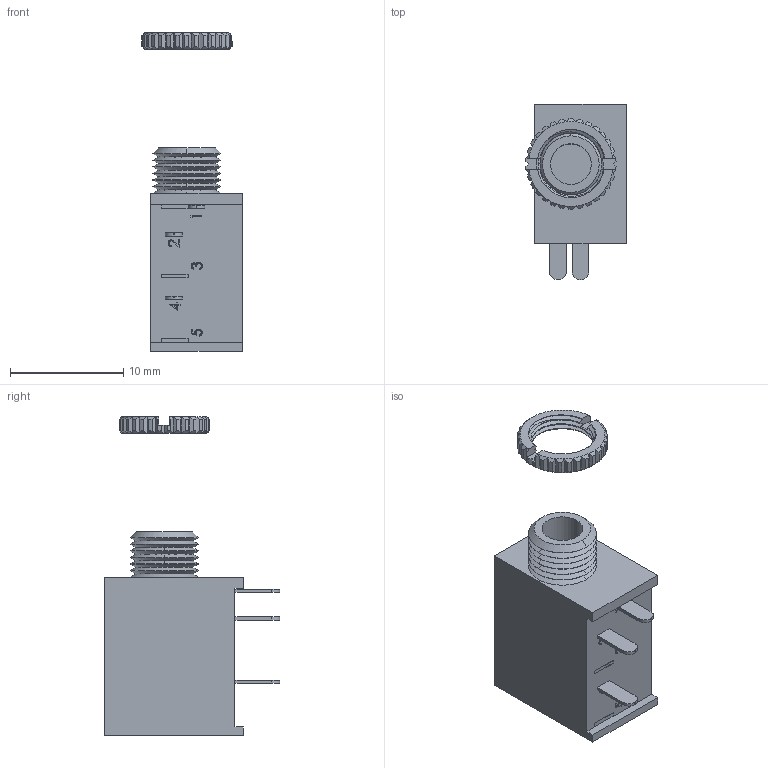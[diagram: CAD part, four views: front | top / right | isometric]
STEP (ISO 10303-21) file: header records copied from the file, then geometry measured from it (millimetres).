
FILE_DESCRIPTION (( 'STEP AP214' ), '1' );
FILE_NAME ('35RAPC2BV4.STEP', '2014-06-27T20:48:29', ( '' ), ( '' ), 'SwSTEP 2.0', 'SolidWorks 2014', '' );
FILE_SCHEMA (( 'AUTOMOTIVE_DESIGN' ));
Length unit declared in the file: inch
Products named in the file (1): 35RAPC2BV4
Bounding box: 8.89 x 15.5 x 28.2 mm (x, y, z)
Volume: 1307.7 mm3; surface area: 1213.1 mm2
Topology: 2 solids, 2 shells, 349 faces, 856 edges, 521 vertices
Faces by surface type: plane 148, cone 92, cylinder 74, bspline 35
Entity records: 18035 total; most frequent: CARTESIAN_POINT 5692, ORIENTED_EDGE 1712, DIRECTION 1473, EDGE_CURVE 856, AXIS2_PLACEMENT_3D 533, VERTEX_POINT 521, LINE 407, VECTOR 407
